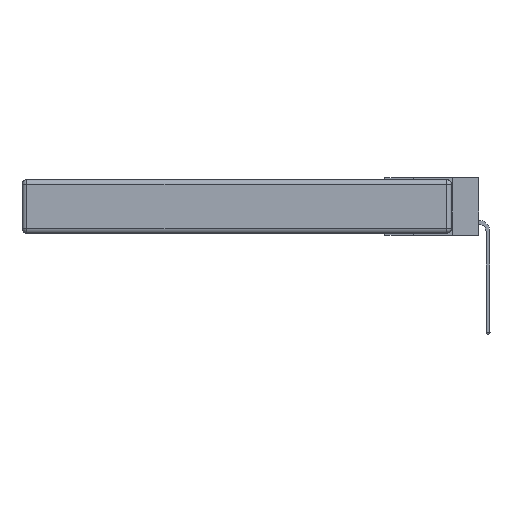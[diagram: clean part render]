
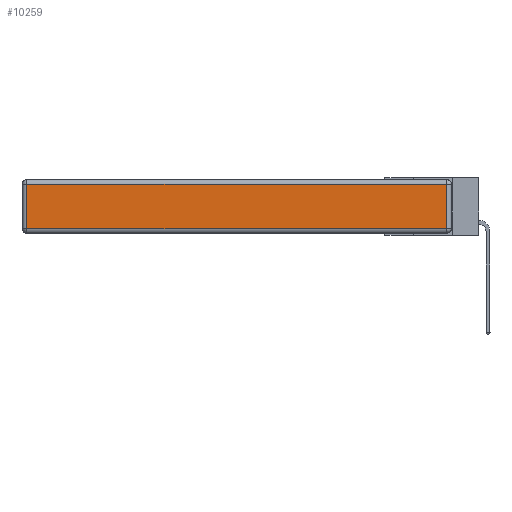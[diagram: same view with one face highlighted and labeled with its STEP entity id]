
A CAD part, left-side view. The second image highlights one B-rep face of the part: STEP entity #10259.
In plain terms, the highlighted planar face has unit normal (-1, 0, 0).
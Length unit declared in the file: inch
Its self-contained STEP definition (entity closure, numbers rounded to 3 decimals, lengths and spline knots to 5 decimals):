
#983 = LINE ( 'NONE', #5819, #1231 ) ;
#1231 = VECTOR ( 'NONE', #19320, 39.37008 ) ;
#1513 = ORIENTED_EDGE ( 'NONE', *, *, #7714, .T. ) ;
#1766 = ORIENTED_EDGE ( 'NONE', *, *, #4642, .T. ) ;
#2715 = CARTESIAN_POINT ( 'NONE',  ( 0., 2.72, -0.313 ) ) ;
#3223 = DIRECTION ( 'NONE',  ( 0., -1., 0. ) ) ;
#4413 = CARTESIAN_POINT ( 'NONE',  ( 0., 0.03, -0.343 ) ) ;
#4642 = EDGE_CURVE ( 'NONE', #4757, #5016, #6296, .T. ) ;
#4742 = EDGE_LOOP ( 'NONE', ( #1513, #1766, #11762, #18350 ) ) ;
#4757 = VERTEX_POINT ( 'NONE', #14134 ) ;
#5016 = VERTEX_POINT ( 'NONE', #8795 ) ;
#5819 = CARTESIAN_POINT ( 'NONE',  ( 0., 2.72, -0.343 ) ) ;
#6182 = VECTOR ( 'NONE', #3223, 39.37008 ) ;
#6296 = LINE ( 'NONE', #4413, #10741 ) ;
#6336 = VERTEX_POINT ( 'NONE', #10860 ) ;
#6871 = LINE ( 'NONE', #7558, #6182 ) ;
#6904 = DIRECTION ( 'NONE',  ( -1., 0., 0. ) ) ;
#7360 = LINE ( 'NONE', #14167, #13448 ) ;
#7558 = CARTESIAN_POINT ( 'NONE',  ( 0., 0., -0.313 ) ) ;
#7714 = EDGE_CURVE ( 'NONE', #14289, #4757, #6871, .T. ) ;
#8795 = CARTESIAN_POINT ( 'NONE',  ( 0., 0.03, -0.03 ) ) ;
#9988 = CARTESIAN_POINT ( 'NONE',  ( 0., 0., -0.343 ) ) ;
#10259 = ADVANCED_FACE ( 'NONE', ( #11913 ), #16110, .T. ) ;
#10741 = VECTOR ( 'NONE', #19438, 39.37008 ) ;
#10860 = CARTESIAN_POINT ( 'NONE',  ( 0., 2.72, -0.03 ) ) ;
#11762 = ORIENTED_EDGE ( 'NONE', *, *, #18365, .T. ) ;
#11913 = FACE_OUTER_BOUND ( 'NONE', #4742, .T. ) ;
#12365 = AXIS2_PLACEMENT_3D ( 'NONE', #9988, #6904, #16175 ) ;
#13448 = VECTOR ( 'NONE', #16994, 39.37008 ) ;
#14134 = CARTESIAN_POINT ( 'NONE',  ( 0., 0.03, -0.313 ) ) ;
#14167 = CARTESIAN_POINT ( 'NONE',  ( 0., 2.75, -0.03 ) ) ;
#14289 = VERTEX_POINT ( 'NONE', #2715 ) ;
#16110 = PLANE ( 'NONE',  #12365 ) ;
#16175 = DIRECTION ( 'NONE',  ( 0., 0., 1. ) ) ;
#16994 = DIRECTION ( 'NONE',  ( 0., 1., 0. ) ) ;
#18350 = ORIENTED_EDGE ( 'NONE', *, *, #18573, .T. ) ;
#18365 = EDGE_CURVE ( 'NONE', #5016, #6336, #7360, .T. ) ;
#18573 = EDGE_CURVE ( 'NONE', #6336, #14289, #983, .T. ) ;
#19320 = DIRECTION ( 'NONE',  ( 0., 0., -1. ) ) ;
#19438 = DIRECTION ( 'NONE',  ( 0., 0., 1. ) ) ;
